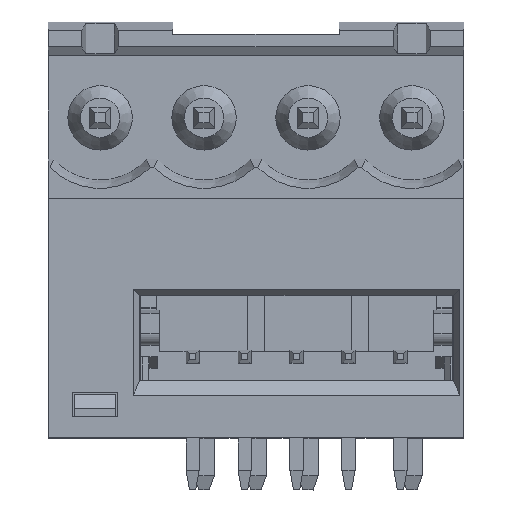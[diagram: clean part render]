
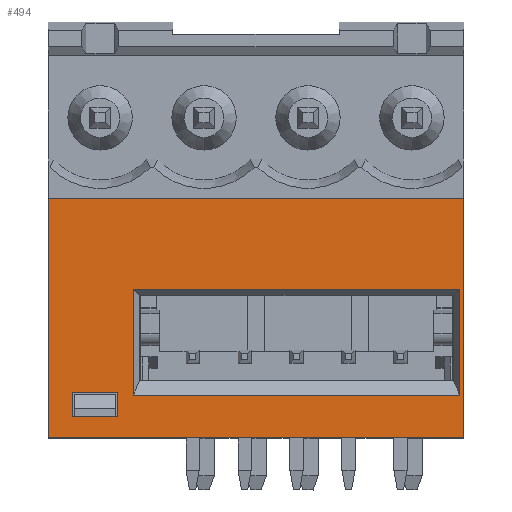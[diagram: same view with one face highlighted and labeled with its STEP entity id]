
A CAD part, top view. The second image highlights one B-rep face of the part: STEP entity #494.
In plain terms, the highlighted planar face has unit normal (0, 0, 1).
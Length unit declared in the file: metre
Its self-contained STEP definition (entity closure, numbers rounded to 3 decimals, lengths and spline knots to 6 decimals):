
#494=ADVANCED_FACE('',(#1263,#1264,#1265),#1266,.F.);
#1263=FACE_OUTER_BOUND('',#2325,.T.);
#1264=FACE_BOUND('',#2326,.T.);
#1265=FACE_BOUND('',#2327,.T.);
#1266=PLANE('',#2328);
#2325=EDGE_LOOP('',(#3731,#3732,#3733,#3734));
#2326=EDGE_LOOP('',(#3735,#3736,#3737,#3738));
#2327=EDGE_LOOP('',(#3739,#3740,#3741,#3742));
#2328=AXIS2_PLACEMENT_3D('',#3743,#3744,#3745);
#3731=ORIENTED_EDGE('',*,*,#6656,.T.);
#3732=ORIENTED_EDGE('',*,*,#6657,.T.);
#3733=ORIENTED_EDGE('',*,*,#6658,.F.);
#3734=ORIENTED_EDGE('',*,*,#6659,.F.);
#3735=ORIENTED_EDGE('',*,*,#6660,.T.);
#3736=ORIENTED_EDGE('',*,*,#6661,.T.);
#3737=ORIENTED_EDGE('',*,*,#6662,.T.);
#3738=ORIENTED_EDGE('',*,*,#6663,.T.);
#3739=ORIENTED_EDGE('',*,*,#6586,.T.);
#3740=ORIENTED_EDGE('',*,*,#6664,.T.);
#3741=ORIENTED_EDGE('',*,*,#6665,.T.);
#3742=ORIENTED_EDGE('',*,*,#6666,.T.);
#3743=CARTESIAN_POINT('',(0.,0.01188,0.));
#3744=DIRECTION('',(0.,0.,-1.0));
#3745=DIRECTION('',(0.0,-1.0,0.));
#6586=EDGE_CURVE('',#8013,#8011,#8014,.T.);
#6656=EDGE_CURVE('',#8126,#8127,#8128,.T.);
#6657=EDGE_CURVE('',#8127,#8129,#8130,.T.);
#6658=EDGE_CURVE('',#8131,#8129,#8132,.T.);
#6659=EDGE_CURVE('',#8126,#8131,#8133,.T.);
#6660=EDGE_CURVE('',#8134,#8135,#8136,.T.);
#6661=EDGE_CURVE('',#8135,#8137,#8138,.T.);
#6662=EDGE_CURVE('',#8137,#8139,#8140,.T.);
#6663=EDGE_CURVE('',#8139,#8134,#8141,.T.);
#6664=EDGE_CURVE('',#8011,#8142,#8143,.T.);
#6665=EDGE_CURVE('',#8142,#8144,#8145,.T.);
#6666=EDGE_CURVE('',#8144,#8013,#8146,.T.);
#8011=VERTEX_POINT('',#9993);
#8013=VERTEX_POINT('',#9996);
#8014=LINE('',#9997,#9998);
#8126=VERTEX_POINT('',#10162);
#8127=VERTEX_POINT('',#10163);
#8128=LINE('',#10164,#10165);
#8129=VERTEX_POINT('',#10166);
#8130=LINE('',#10167,#10168);
#8131=VERTEX_POINT('',#10169);
#8132=LINE('',#10170,#10171);
#8133=LINE('',#10172,#10173);
#8134=VERTEX_POINT('',#10174);
#8135=VERTEX_POINT('',#10175);
#8136=LINE('',#10176,#10177);
#8137=VERTEX_POINT('',#10178);
#8138=LINE('',#10179,#10180);
#8139=VERTEX_POINT('',#10181);
#8140=LINE('',#10182,#10183);
#8141=LINE('',#10184,#10185);
#8142=VERTEX_POINT('',#10186);
#8143=LINE('',#10187,#10188);
#8144=VERTEX_POINT('',#10189);
#8145=LINE('',#10190,#10191);
#8146=LINE('',#10192,#10193);
#9993=CARTESIAN_POINT('',(0.00115,0.0022,0.0));
#9996=CARTESIAN_POINT('',(0.00115,0.001,0.0));
#9997=CARTESIAN_POINT('',(0.00115,0.01188,0.));
#9998=VECTOR('',#12194,1.0);
#10162=CARTESIAN_POINT('',(0.0,0.0,0.0));
#10163=CARTESIAN_POINT('',(0.02,0.,0.));
#10164=CARTESIAN_POINT('',(0.0,0.0,0.0));
#10165=VECTOR('',#12250,1.0);
#10166=CARTESIAN_POINT('',(0.02,0.0115,0.0));
#10167=CARTESIAN_POINT('',(0.02,0.01188,0.0));
#10168=VECTOR('',#12251,1.0);
#10169=CARTESIAN_POINT('',(0.,0.0115,0.));
#10170=CARTESIAN_POINT('',(0.,0.0115,0.));
#10171=VECTOR('',#12252,1.0);
#10172=CARTESIAN_POINT('',(0.,0.01188,0.));
#10173=VECTOR('',#12253,1.0);
#10174=CARTESIAN_POINT('',(0.0198,0.00715,0.));
#10175=CARTESIAN_POINT('',(0.0198,0.00205,0.));
#10176=CARTESIAN_POINT('',(0.0198,0.00205,0.0));
#10177=VECTOR('',#12254,1.0);
#10178=CARTESIAN_POINT('',(0.0041,0.00205,0.0));
#10179=CARTESIAN_POINT('',(0.0041,0.00205,0.0));
#10180=VECTOR('',#12255,1.0);
#10181=CARTESIAN_POINT('',(0.0041,0.00715,0.));
#10182=CARTESIAN_POINT('',(0.0041,0.00685,0.));
#10183=VECTOR('',#12256,1.0);
#10184=CARTESIAN_POINT('',(0.0195,0.00715,0.0));
#10185=VECTOR('',#12257,1.0);
#10186=CARTESIAN_POINT('',(0.00335,0.0022,0.0));
#10187=CARTESIAN_POINT('',(0.,0.0022,0.0));
#10188=VECTOR('',#12258,1.0);
#10189=CARTESIAN_POINT('',(0.00335,0.001,0.0));
#10190=CARTESIAN_POINT('',(0.00335,0.01188,0.));
#10191=VECTOR('',#12259,1.0);
#10192=CARTESIAN_POINT('',(0.0,0.001,0.0));
#10193=VECTOR('',#12260,1.0);
#12194=DIRECTION('',(0.,1.0,0.));
#12250=DIRECTION('',(1.0,0.,0.));
#12251=DIRECTION('',(0.,1.0,0.));
#12252=DIRECTION('',(1.0,0.,0.));
#12253=DIRECTION('',(0.,1.0,0.));
#12254=DIRECTION('',(0.,-1.0,0.));
#12255=DIRECTION('',(-1.0,0.,0.));
#12256=DIRECTION('',(0.,1.0,0.));
#12257=DIRECTION('',(1.0,0.,0.));
#12258=DIRECTION('',(1.0,0.,0.));
#12259=DIRECTION('',(0.,-1.0,0.));
#12260=DIRECTION('',(-1.0,0.,0.));
